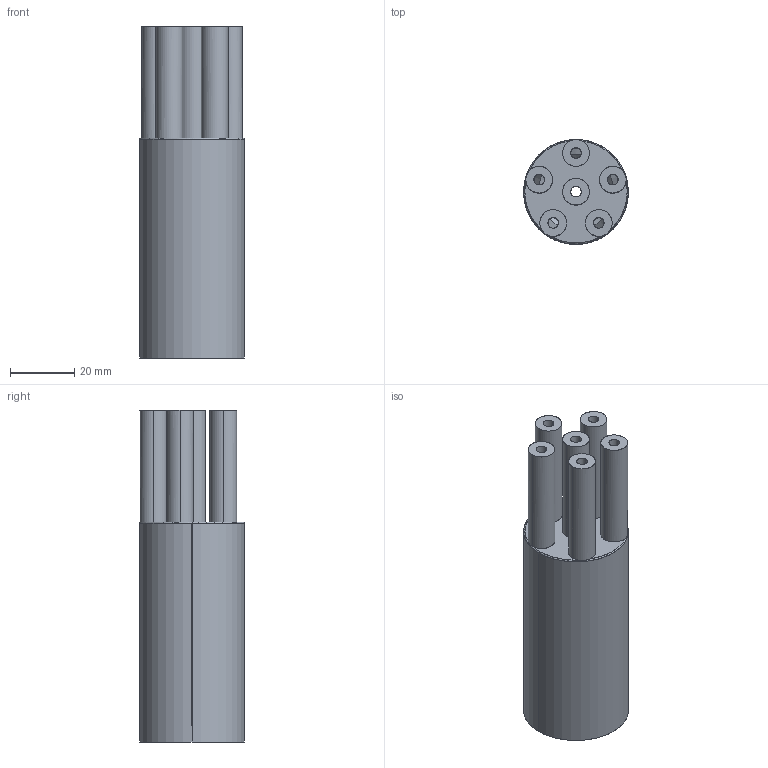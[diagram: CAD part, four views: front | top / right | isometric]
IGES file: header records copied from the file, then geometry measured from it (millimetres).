
Start section: SolidWorks IGES file using analytic representation for surfaces
Global section: file name: NUBB6-1OE.IGS; native system: SolidWorks 2020; preprocessor: SolidWorks 2020; author: office; date: 210514.082635; units: inch
Bounding box: 32.64 x 32.64 x 103.5 mm (x, y, z)
Surface area: 21306.2 mm2 (no closed solid volume)
Topology: 0 solids, 0 shells, 74 faces, 1539 edges, 1536 vertices
Faces by surface type: revolution 44, bspline 30
